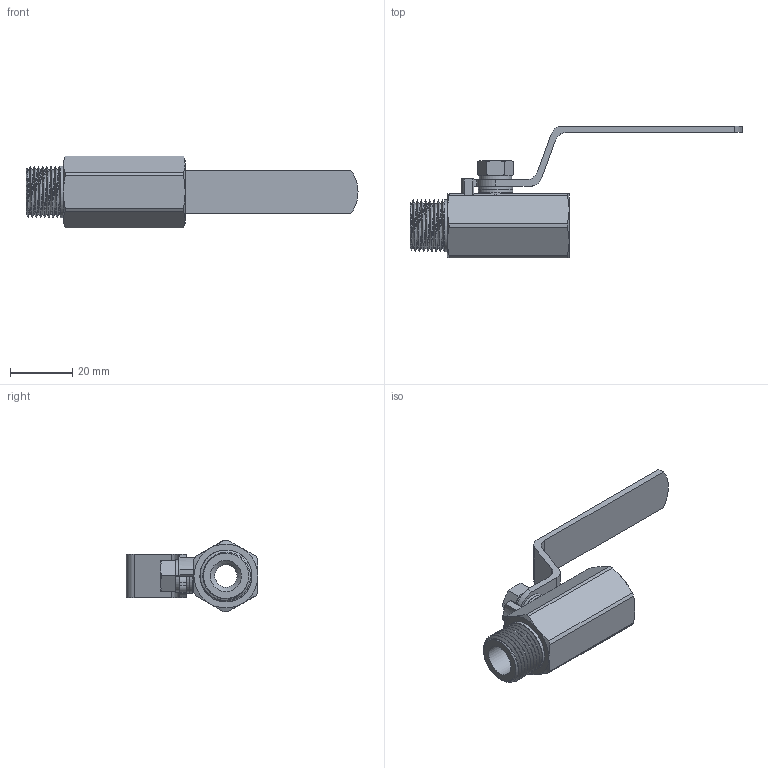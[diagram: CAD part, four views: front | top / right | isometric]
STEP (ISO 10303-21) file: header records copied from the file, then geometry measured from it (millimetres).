
FILE_DESCRIPTION(/* description */ ('Unknown'),/* implementation_level */ '2;1');
FILE_NAME(/* name */ 'V-1HV DN10',/* time_stamp */ '2022-06-23T13:55:18+08:00',/* author */ ('Unknown'),/* organization */ ('Unknown'),/* preprocessor_version */ 'ST-DEVELOPER v16.7',/* originating_system */ 'DEX',/* authorisation */ $);
FILE_SCHEMA (('AUTOMOTIVE_DESIGN {1 0 10303 214 3 1 1}'));
Length unit declared in the file: millimetre
Products named in the file (2): V-1HV DN10; 組合
Assembly tree (1 placements, depth 2):
  V-1HV DN10
    組合
Bounding box: 106.4 x 42.25 x 23 mm (x, y, z)
Volume: 14950.6 mm3; surface area: 12491.4 mm2
Topology: 9 solids, 9 shells, 235 faces, 705 edges, 490 vertices
Faces by surface type: plane 82, cylinder 62, bspline 46, cone 45
Full cylindrical faces by diameter (mm): 6 x1, 6.1 x2, 6.2 x1, 7.2 x1, 10 x1, 10.5 x1, 11 x3, 14 x1, 16.662 x8
Entity records: 22786 total; most frequent: CARTESIAN_POINT 17288, ORIENTED_EDGE 1358, DIRECTION 856, EDGE_CURVE 679, VERTEX_POINT 487, AXIS2_PLACEMENT_3D 346, EDGE_LOOP 258, FACE_BOUND 258
